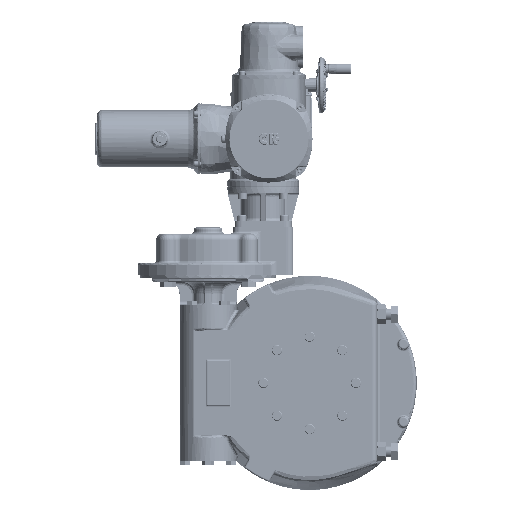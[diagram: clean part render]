
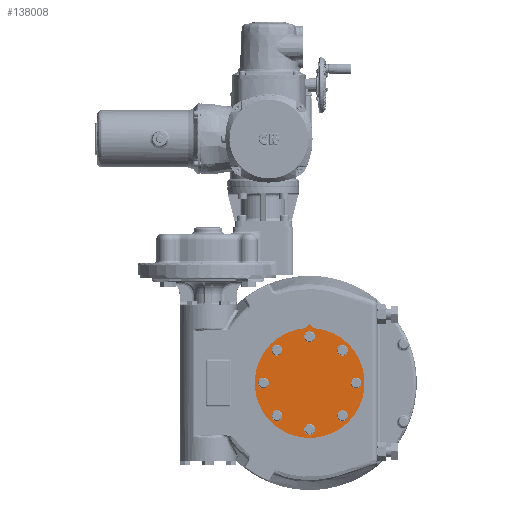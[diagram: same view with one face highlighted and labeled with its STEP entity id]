
A CAD part, left-side view. The second image highlights one B-rep face of the part: STEP entity #138008.
In plain terms, the highlighted planar face has unit normal (-1, 0, 0).
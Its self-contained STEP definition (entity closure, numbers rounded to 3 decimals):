
#13219=LINE('',#209251,#17293);
#13220=LINE('',#209253,#17294);
#17293=VECTOR('',#158085,1000.);
#17294=VECTOR('',#158086,1000.);
#31163=ORIENTED_EDGE('',*,*,#53429,.F.);
#31164=ORIENTED_EDGE('',*,*,#53452,.F.);
#31165=ORIENTED_EDGE('',*,*,#53475,.F.);
#31166=ORIENTED_EDGE('',*,*,#53498,.F.);
#31167=ORIENTED_EDGE('',*,*,#53521,.F.);
#31168=ORIENTED_EDGE('',*,*,#53544,.F.);
#31169=ORIENTED_EDGE('',*,*,#53567,.F.);
#31170=ORIENTED_EDGE('',*,*,#53610,.F.);
#31171=ORIENTED_EDGE('',*,*,#53614,.T.);
#31172=ORIENTED_EDGE('',*,*,#53615,.T.);
#31173=ORIENTED_EDGE('',*,*,#53616,.T.);
#53429=EDGE_CURVE('',#65600,#65600,#71462,.T.);
#53452=EDGE_CURVE('',#65617,#65617,#71467,.T.);
#53475=EDGE_CURVE('',#65634,#65634,#71472,.T.);
#53498=EDGE_CURVE('',#65651,#65651,#71477,.T.);
#53521=EDGE_CURVE('',#65668,#65668,#71482,.T.);
#53544=EDGE_CURVE('',#65685,#65685,#71487,.T.);
#53567=EDGE_CURVE('',#65702,#65702,#71492,.T.);
#53610=EDGE_CURVE('',#65733,#65733,#71499,.T.);
#53614=EDGE_CURVE('',#65737,#65738,#71501,.T.);
#53615=EDGE_CURVE('',#65738,#65739,#13219,.T.);
#53616=EDGE_CURVE('',#65739,#65737,#13220,.T.);
#65600=VERTEX_POINT('',#208831);
#65617=VERTEX_POINT('',#208883);
#65634=VERTEX_POINT('',#208935);
#65651=VERTEX_POINT('',#208987);
#65668=VERTEX_POINT('',#209039);
#65685=VERTEX_POINT('',#209091);
#65702=VERTEX_POINT('',#209143);
#65733=VERTEX_POINT('',#209238);
#65737=VERTEX_POINT('',#209249);
#65738=VERTEX_POINT('',#209250);
#65739=VERTEX_POINT('',#209252);
#71462=CIRCLE('',#144690,9.5);
#71467=CIRCLE('',#144707,9.5);
#71472=CIRCLE('',#144724,9.5);
#71477=CIRCLE('',#144741,9.5);
#71482=CIRCLE('',#144758,9.5);
#71487=CIRCLE('',#144775,9.5);
#71492=CIRCLE('',#144792,9.5);
#71499=CIRCLE('',#144820,9.5);
#71501=CIRCLE('',#144825,96.25);
#76957=EDGE_LOOP('',(#31163));
#76958=EDGE_LOOP('',(#31164));
#76959=EDGE_LOOP('',(#31165));
#76960=EDGE_LOOP('',(#31166));
#76961=EDGE_LOOP('',(#31167));
#76962=EDGE_LOOP('',(#31168));
#76963=EDGE_LOOP('',(#31169));
#76964=EDGE_LOOP('',(#31170));
#76965=EDGE_LOOP('',(#31171,#31172,#31173));
#84233=FACE_BOUND('',#76957,.T.);
#84234=FACE_BOUND('',#76958,.T.);
#84235=FACE_BOUND('',#76959,.T.);
#84236=FACE_BOUND('',#76960,.T.);
#84237=FACE_BOUND('',#76961,.T.);
#84238=FACE_BOUND('',#76962,.T.);
#84239=FACE_BOUND('',#76963,.T.);
#84240=FACE_BOUND('',#76964,.T.);
#84241=FACE_BOUND('',#76965,.T.);
#90145=PLANE('',#144824);
#138008=ADVANCED_FACE('',(#84233,#84234,#84235,#84236,#84237,#84238,#84239,
#84240,#84241),#90145,.T.);
#144690=AXIS2_PLACEMENT_3D('',#208830,#157667,#157668);
#144707=AXIS2_PLACEMENT_3D('',#208882,#157719,#157720);
#144724=AXIS2_PLACEMENT_3D('',#208934,#157771,#157772);
#144741=AXIS2_PLACEMENT_3D('',#208986,#157823,#157824);
#144758=AXIS2_PLACEMENT_3D('',#209038,#157875,#157876);
#144775=AXIS2_PLACEMENT_3D('',#209090,#157927,#157928);
#144792=AXIS2_PLACEMENT_3D('',#209142,#157979,#157980);
#144820=AXIS2_PLACEMENT_3D('',#209237,#158071,#158072);
#144824=AXIS2_PLACEMENT_3D('',#209247,#158081,#158082);
#144825=AXIS2_PLACEMENT_3D('',#209248,#158083,#158084);
#157667=DIRECTION('',(-1.,0.,0.));
#157668=DIRECTION('',(0.,-1.,0.));
#157719=DIRECTION('',(-1.,0.,0.));
#157720=DIRECTION('',(0.,-1.,0.));
#157771=DIRECTION('',(-1.,0.,0.));
#157772=DIRECTION('',(0.,-1.,0.));
#157823=DIRECTION('',(-1.,0.,0.));
#157824=DIRECTION('',(0.,-1.,0.));
#157875=DIRECTION('',(-1.,0.,0.));
#157876=DIRECTION('',(0.,-1.,0.));
#157927=DIRECTION('',(-1.,0.,0.));
#157928=DIRECTION('',(0.,-1.,0.));
#157979=DIRECTION('',(-1.,0.,0.));
#157980=DIRECTION('',(0.,-1.,0.));
#158071=DIRECTION('',(-1.,0.,0.));
#158072=DIRECTION('',(0.,-1.,0.));
#158081=DIRECTION('',(-1.,0.,0.));
#158082=DIRECTION('',(0.,0.,1.));
#158083=DIRECTION('',(-1.,0.,0.));
#158084=DIRECTION('',(0.,0.,1.));
#158085=DIRECTION('',(0.,0.707,0.707));
#158086=DIRECTION('',(0.,0.707,-0.707));
#208830=CARTESIAN_POINT('',(-54.15,-24.104,-392.289));
#208831=CARTESIAN_POINT('',(-54.15,-33.604,-392.289));
#208882=CARTESIAN_POINT('',(-54.15,-138.656,-392.289));
#208883=CARTESIAN_POINT('',(-54.15,-148.156,-392.289));
#208934=CARTESIAN_POINT('',(-54.15,-138.656,-506.841));
#208935=CARTESIAN_POINT('',(-54.15,-148.156,-506.841));
#208986=CARTESIAN_POINT('',(-54.15,-24.104,-506.841));
#208987=CARTESIAN_POINT('',(-54.15,-33.604,-506.841));
#209038=CARTESIAN_POINT('',(-54.15,-81.38,-530.565));
#209039=CARTESIAN_POINT('',(-54.15,-90.88,-530.565));
#209090=CARTESIAN_POINT('',(-54.15,-162.38,-449.565));
#209091=CARTESIAN_POINT('',(-54.15,-171.88,-449.565));
#209142=CARTESIAN_POINT('',(-54.15,-81.38,-368.565));
#209143=CARTESIAN_POINT('',(-54.15,-90.88,-368.565));
#209237=CARTESIAN_POINT('',(-54.15,-0.38,-449.565));
#209238=CARTESIAN_POINT('',(-54.15,-9.88,-449.565));
#209247=CARTESIAN_POINT('',(-54.15,-81.38,-449.565));
#209248=CARTESIAN_POINT('',(-54.15,-81.38,-449.565));
#209249=CARTESIAN_POINT('',(-54.15,-73.562,-353.633));
#209250=CARTESIAN_POINT('',(-54.15,-89.198,-353.633));
#209251=CARTESIAN_POINT('',(-54.15,-89.198,-353.633));
#209252=CARTESIAN_POINT('',(-54.15,-81.38,-345.815));
#209253=CARTESIAN_POINT('',(-54.15,-81.38,-345.815));
